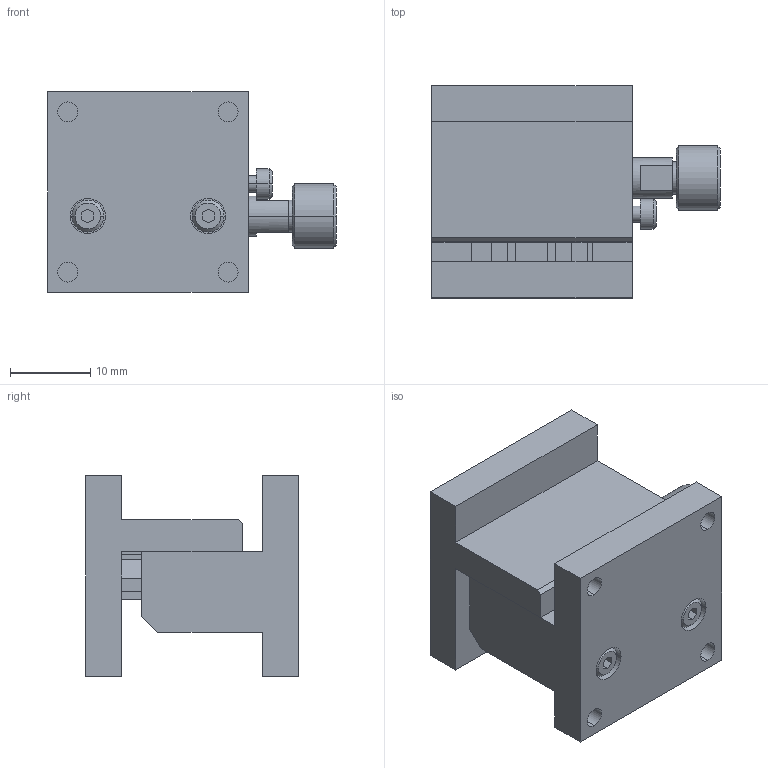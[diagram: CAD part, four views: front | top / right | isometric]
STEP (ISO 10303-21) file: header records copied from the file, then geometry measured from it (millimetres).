
FILE_DESCRIPTION( ( '' ), '1' );
FILE_NAME( 'ZLFG25.stp', '2020-11-08T12:11:54', ( '' ), ( '' ), ' ', ' ', ' ' );
FILE_SCHEMA( ( 'CONFIG_CONTROL_DESIGN' ) );
Length unit declared in the file: millimetre
Products named in the file (3): 1; 2; 3
Bounding box: 36 x 26.5 x 25 mm (x, y, z)
Volume: 10894.7 mm3; surface area: 6797.1 mm2
Topology: 3 solids, 3 shells, 233 faces, 553 edges, 357 vertices
Faces by surface type: plane 135, cylinder 64, cone 34
Entity records: 6848 total; most frequent: DIRECTION 1194, CARTESIAN_POINT 1146, ORIENTED_EDGE 1106, EDGE_CURVE 553, AXIS2_PLACEMENT_3D 405, LINE 384, VECTOR 384, VERTEX_POINT 357
